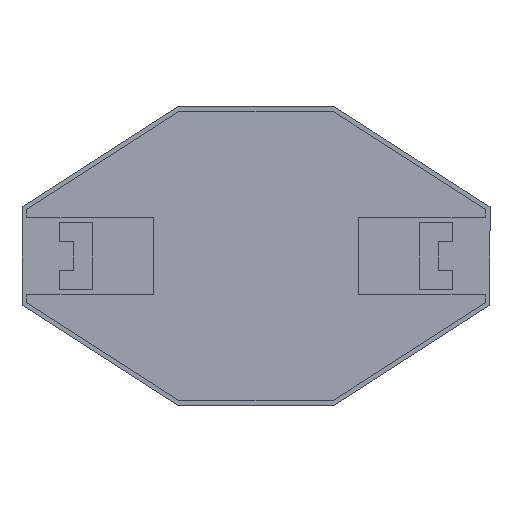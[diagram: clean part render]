
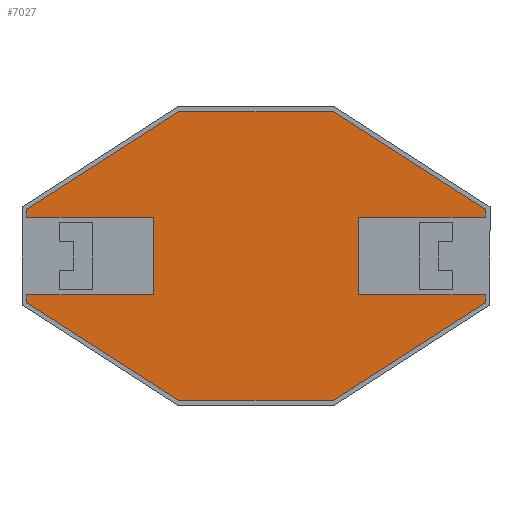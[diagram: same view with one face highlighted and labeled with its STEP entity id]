
A CAD part, front view. The second image highlights one B-rep face of the part: STEP entity #7027.
In plain terms, the highlighted planar face has unit normal (0, -1, 0).
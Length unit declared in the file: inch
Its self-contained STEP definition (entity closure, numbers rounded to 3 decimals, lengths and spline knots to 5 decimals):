
#140 = VERTEX_POINT ( 'NONE', #15459 ) ;
#206 = LINE ( 'NONE', #12344, #10336 ) ;
#226 = VECTOR ( 'NONE', #7029, 39.37008 ) ;
#580 = VECTOR ( 'NONE', #18366, 39.37008 ) ;
#728 = PLANE ( 'NONE',  #16177 ) ;
#1098 = VERTEX_POINT ( 'NONE', #4635 ) ;
#1254 = VERTEX_POINT ( 'NONE', #11806 ) ;
#1392 = DIRECTION ( 'NONE',  ( -1., 0., 0. ) ) ;
#1856 = CARTESIAN_POINT ( 'NONE',  ( 0.04862, 0., 0.091 ) ) ;
#2068 = VERTEX_POINT ( 'NONE', #12140 ) ;
#2104 = VERTEX_POINT ( 'NONE', #12198 ) ;
#2303 = VERTEX_POINT ( 'NONE', #3704 ) ;
#2808 = LINE ( 'NONE', #7422, #17619 ) ;
#3247 = VECTOR ( 'NONE', #6292, 39.37008 ) ;
#3527 = DIRECTION ( 'NONE',  ( 1., 0., 0. ) ) ;
#3529 = CARTESIAN_POINT ( 'NONE',  ( -0.1445, 0., -0.02436 ) ) ;
#3665 = DIRECTION ( 'NONE',  ( 0., 0., -1. ) ) ;
#3704 = CARTESIAN_POINT ( 'NONE',  ( 0.0645, 0., -0.02436 ) ) ;
#3783 = CARTESIAN_POINT ( 'NONE',  ( 0.1445, 0., -0.02436 ) ) ;
#3868 = CARTESIAN_POINT ( 'NONE',  ( 0.04862, 0., -0.091 ) ) ;
#3904 = CARTESIAN_POINT ( 'NONE',  ( -0.04862, 0., -0.091 ) ) ;
#3956 = LINE ( 'NONE', #13022, #12579 ) ;
#4051 = LINE ( 'NONE', #16197, #15095 ) ;
#4150 = ORIENTED_EDGE ( 'NONE', *, *, #14589, .F. ) ;
#4264 = DIRECTION ( 'NONE',  ( 0., 0., 1. ) ) ;
#4286 = CARTESIAN_POINT ( 'NONE',  ( 0.1445, 0., -0.02936 ) ) ;
#4352 = VECTOR ( 'NONE', #4264, 39.37008 ) ;
#4635 = CARTESIAN_POINT ( 'NONE',  ( -0.0645, 0., 0.02436 ) ) ;
#4645 = DIRECTION ( 'NONE',  ( 0.841, 0., 0.541 ) ) ;
#4665 = CARTESIAN_POINT ( 'NONE',  ( 0.1445, 0., 0.02936 ) ) ;
#4698 = EDGE_CURVE ( 'NONE', #10347, #11598, #14008, .T. ) ;
#4968 = ORIENTED_EDGE ( 'NONE', *, *, #12716, .F. ) ;
#4969 = VERTEX_POINT ( 'NONE', #12776 ) ;
#5315 = CARTESIAN_POINT ( 'NONE',  ( -0.1445, 0., 0.02436 ) ) ;
#5333 = CARTESIAN_POINT ( 'NONE',  ( -0.1445, 0., -0.02436 ) ) ;
#5594 = VECTOR ( 'NONE', #4645, 39.37008 ) ;
#5781 = EDGE_CURVE ( 'NONE', #2104, #4969, #17066, .T. ) ;
#5882 = CARTESIAN_POINT ( 'NONE',  ( 0.0645, 0., 0.12582 ) ) ;
#5914 = VERTEX_POINT ( 'NONE', #7730 ) ;
#6059 = VERTEX_POINT ( 'NONE', #8318 ) ;
#6292 = DIRECTION ( 'NONE',  ( 0., 0., 1. ) ) ;
#6336 = CARTESIAN_POINT ( 'NONE',  ( 0., 0., 0.12582 ) ) ;
#6622 = DIRECTION ( 'NONE',  ( -0.841, 0., 0.541 ) ) ;
#7027 = ADVANCED_FACE ( 'NONE', ( #16908 ), #728, .T. ) ;
#7029 = DIRECTION ( 'NONE',  ( -1., 0., 0. ) ) ;
#7069 = ORIENTED_EDGE ( 'NONE', *, *, #7690, .F. ) ;
#7090 = ORIENTED_EDGE ( 'NONE', *, *, #11342, .F. ) ;
#7422 = CARTESIAN_POINT ( 'NONE',  ( 0.1445, 0., 0.02436 ) ) ;
#7690 = EDGE_CURVE ( 'NONE', #12328, #6059, #3956, .T. ) ;
#7693 = VERTEX_POINT ( 'NONE', #3868 ) ;
#7730 = CARTESIAN_POINT ( 'NONE',  ( -0.0645, 0., -0.02436 ) ) ;
#7815 = VERTEX_POINT ( 'NONE', #4286 ) ;
#8233 = LINE ( 'NONE', #3904, #226 ) ;
#8318 = CARTESIAN_POINT ( 'NONE',  ( 0.0645, 0., 0.02436 ) ) ;
#8533 = ORIENTED_EDGE ( 'NONE', *, *, #11473, .F. ) ;
#8581 = ORIENTED_EDGE ( 'NONE', *, *, #18126, .F. ) ;
#8807 = DIRECTION ( 'NONE',  ( 0., 0., -1. ) ) ;
#8952 = ORIENTED_EDGE ( 'NONE', *, *, #14701, .F. ) ;
#9074 = DIRECTION ( 'NONE',  ( 1., 0., 0. ) ) ;
#9272 = ORIENTED_EDGE ( 'NONE', *, *, #11761, .F. ) ;
#9947 = ORIENTED_EDGE ( 'NONE', *, *, #5781, .F. ) ;
#10016 = ORIENTED_EDGE ( 'NONE', *, *, #4698, .F. ) ;
#10141 = ORIENTED_EDGE ( 'NONE', *, *, #11346, .F. ) ;
#10257 = DIRECTION ( 'NONE',  ( -1., 0., 0. ) ) ;
#10336 = VECTOR ( 'NONE', #13523, 39.37008 ) ;
#10347 = VERTEX_POINT ( 'NONE', #18645 ) ;
#10435 = LINE ( 'NONE', #5882, #18555 ) ;
#10537 = ORIENTED_EDGE ( 'NONE', *, *, #10787, .T. ) ;
#10581 = ORIENTED_EDGE ( 'NONE', *, *, #14763, .F. ) ;
#10787 = EDGE_CURVE ( 'NONE', #2303, #6059, #10435, .T. ) ;
#10880 = ORIENTED_EDGE ( 'NONE', *, *, #16647, .F. ) ;
#11263 = EDGE_CURVE ( 'NONE', #2068, #7815, #206, .T. ) ;
#11342 = EDGE_CURVE ( 'NONE', #1254, #2104, #12144, .T. ) ;
#11346 = EDGE_CURVE ( 'NONE', #7815, #7693, #13716, .T. ) ;
#11419 = VERTEX_POINT ( 'NONE', #5315 ) ;
#11473 = EDGE_CURVE ( 'NONE', #11419, #1254, #11967, .T. ) ;
#11553 = VECTOR ( 'NONE', #9074, 39.37008 ) ;
#11598 = VERTEX_POINT ( 'NONE', #5333 ) ;
#11761 = EDGE_CURVE ( 'NONE', #5914, #1098, #14211, .T. ) ;
#11806 = CARTESIAN_POINT ( 'NONE',  ( -0.1445, 0., 0.02936 ) ) ;
#11967 = LINE ( 'NONE', #16424, #4352 ) ;
#12067 = DIRECTION ( 'NONE',  ( 0.841, 0., -0.541 ) ) ;
#12140 = CARTESIAN_POINT ( 'NONE',  ( 0.1445, 0., -0.02436 ) ) ;
#12144 = LINE ( 'NONE', #15195, #5594 ) ;
#12198 = CARTESIAN_POINT ( 'NONE',  ( -0.04862, 0., 0.091 ) ) ;
#12210 = DIRECTION ( 'NONE',  ( 0., 0., 1. ) ) ;
#12264 = VECTOR ( 'NONE', #18817, 39.37008 ) ;
#12328 = VERTEX_POINT ( 'NONE', #18598 ) ;
#12344 = CARTESIAN_POINT ( 'NONE',  ( 0.1445, 0., -0.02936 ) ) ;
#12579 = VECTOR ( 'NONE', #10257, 39.37008 ) ;
#12716 = EDGE_CURVE ( 'NONE', #4969, #13719, #18189, .T. ) ;
#12776 = CARTESIAN_POINT ( 'NONE',  ( 0.04862, 0., 0.091 ) ) ;
#12868 = VECTOR ( 'NONE', #12067, 39.37008 ) ;
#12901 = VECTOR ( 'NONE', #6622, 39.37008 ) ;
#13022 = CARTESIAN_POINT ( 'NONE',  ( 0.1445, 0., 0.02436 ) ) ;
#13236 = DIRECTION ( 'NONE',  ( 1., 0., 0. ) ) ;
#13523 = DIRECTION ( 'NONE',  ( 0., 0., -1. ) ) ;
#13532 = LINE ( 'NONE', #18171, #11553 ) ;
#13716 = LINE ( 'NONE', #16787, #580 ) ;
#13719 = VERTEX_POINT ( 'NONE', #16732 ) ;
#14008 = LINE ( 'NONE', #3529, #3247 ) ;
#14147 = LINE ( 'NONE', #17386, #12901 ) ;
#14211 = LINE ( 'NONE', #14494, #12264 ) ;
#14494 = CARTESIAN_POINT ( 'NONE',  ( -0.0645, 0., -0.02436 ) ) ;
#14589 = EDGE_CURVE ( 'NONE', #140, #10347, #14147, .T. ) ;
#14701 = EDGE_CURVE ( 'NONE', #1098, #11419, #4051, .T. ) ;
#14763 = EDGE_CURVE ( 'NONE', #11598, #5914, #13532, .T. ) ;
#15041 = VECTOR ( 'NONE', #13236, 39.37008 ) ;
#15095 = VECTOR ( 'NONE', #1392, 39.37008 ) ;
#15195 = CARTESIAN_POINT ( 'NONE',  ( -0.04862, 0., 0.091 ) ) ;
#15320 = EDGE_LOOP ( 'NONE', ( #10141, #15526, #16356, #10537, #7069, #8581, #4968, #9947, #7090, #8533, #8952, #9272, #10581, #10016, #4150, #10880 ) ) ;
#15423 = DIRECTION ( 'NONE',  ( 0., -1., 0. ) ) ;
#15459 = CARTESIAN_POINT ( 'NONE',  ( -0.04862, 0., -0.091 ) ) ;
#15491 = VECTOR ( 'NONE', #3527, 39.37008 ) ;
#15526 = ORIENTED_EDGE ( 'NONE', *, *, #11263, .F. ) ;
#16059 = EDGE_CURVE ( 'NONE', #2303, #2068, #17303, .T. ) ;
#16177 = AXIS2_PLACEMENT_3D ( 'NONE', #6336, #15423, #3665 ) ;
#16197 = CARTESIAN_POINT ( 'NONE',  ( -0.0645, 0., 0.02436 ) ) ;
#16356 = ORIENTED_EDGE ( 'NONE', *, *, #16059, .F. ) ;
#16424 = CARTESIAN_POINT ( 'NONE',  ( -0.1445, 0., 0.02936 ) ) ;
#16647 = EDGE_CURVE ( 'NONE', #7693, #140, #8233, .T. ) ;
#16732 = CARTESIAN_POINT ( 'NONE',  ( 0.1445, 0., 0.02936 ) ) ;
#16787 = CARTESIAN_POINT ( 'NONE',  ( 0.04862, 0., -0.091 ) ) ;
#16908 = FACE_OUTER_BOUND ( 'NONE', #15320, .T. ) ;
#17066 = LINE ( 'NONE', #1856, #15491 ) ;
#17303 = LINE ( 'NONE', #3783, #15041 ) ;
#17386 = CARTESIAN_POINT ( 'NONE',  ( -0.1445, 0., -0.02936 ) ) ;
#17619 = VECTOR ( 'NONE', #8807, 39.37008 ) ;
#18126 = EDGE_CURVE ( 'NONE', #13719, #12328, #2808, .T. ) ;
#18171 = CARTESIAN_POINT ( 'NONE',  ( -0.0645, 0., -0.02436 ) ) ;
#18189 = LINE ( 'NONE', #4665, #12868 ) ;
#18366 = DIRECTION ( 'NONE',  ( -0.841, 0., -0.541 ) ) ;
#18555 = VECTOR ( 'NONE', #12210, 39.37008 ) ;
#18598 = CARTESIAN_POINT ( 'NONE',  ( 0.1445, 0., 0.02436 ) ) ;
#18645 = CARTESIAN_POINT ( 'NONE',  ( -0.1445, 0., -0.02936 ) ) ;
#18817 = DIRECTION ( 'NONE',  ( 0., 0., 1. ) ) ;
